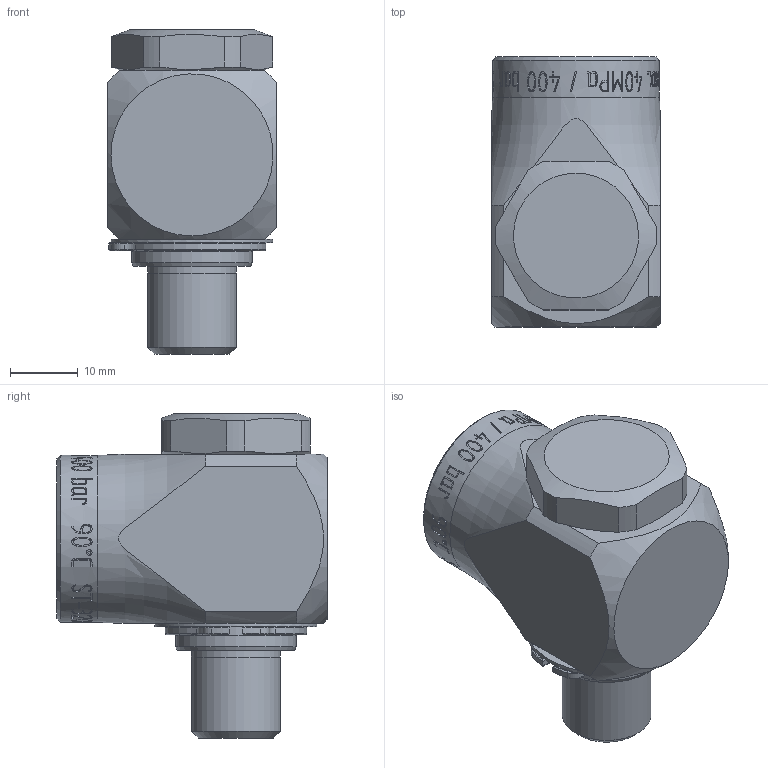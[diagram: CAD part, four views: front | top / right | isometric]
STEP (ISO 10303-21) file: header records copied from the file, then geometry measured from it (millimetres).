
FILE_DESCRIPTION(/* description */ ('Unknown'),/* implementation_level */ '2;1');
FILE_NAME(/* name */ '200320550',/* time_stamp */ '2019-06-06T07:44:00+02:00',/* author */ ('Unknown'),/* organization */ ('Unknown'),/* preprocessor_version */ 'ST-DEVELOPER v16.7',/* originating_system */ 'DEX',/* authorisation */ $);
FILE_SCHEMA (('AUTOMOTIVE_DESIGN {1 0 10303 214 3 1 1}'));
Length unit declared in the file: millimetre
Products named in the file (1): Part1
Bounding box: 25 x 40 x 48 mm (x, y, z)
Volume: 25275.8 mm3; surface area: 7004.9 mm2
Topology: 1 solids, 1 shells, 318 faces, 775 edges, 501 vertices
Faces by surface type: plane 125, bspline 82, cylinder 78, torus 24, cone 9
Full cylindrical faces by diameter (mm): 2 x2, 8 x1, 11.82 x2, 13.16 x2, 17 x1, 17.85 x2, 18.2 x1, 24 x1, 24.7 x1
Entity records: 18504 total; most frequent: CARTESIAN_POINT 10223, ORIENTED_EDGE 1440, DIRECTION 792, EDGE_CURVE 720, B_SPLINE_CURVE_WITH_KNOTS 533, VERTEX_POINT 486, FACE_BOUND 404, EDGE_LOOP 403
